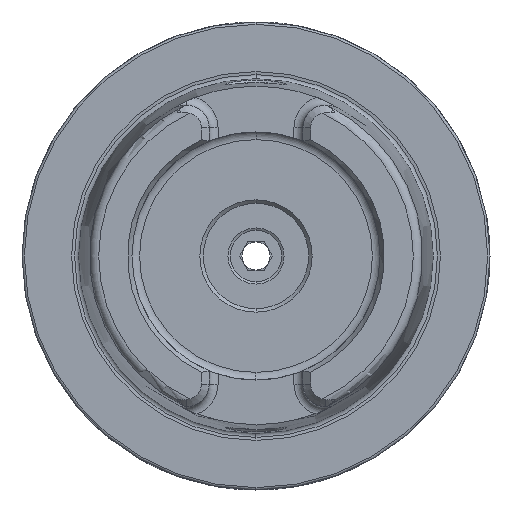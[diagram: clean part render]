
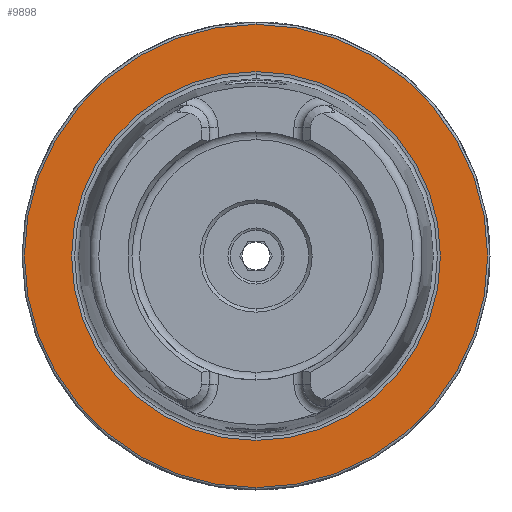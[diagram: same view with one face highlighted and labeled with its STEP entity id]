
A CAD part, left-side view. The second image highlights one B-rep face of the part: STEP entity #9898.
In plain terms, the highlighted planar face has unit normal (-1, 0, 0).
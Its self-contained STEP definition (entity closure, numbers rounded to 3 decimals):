
#197 = CARTESIAN_POINT ( 'NONE',  ( 0., 0., -49.5 ) ) ;
#198 = CARTESIAN_POINT ( 'NONE',  ( 0., 0., 49.5 ) ) ;
#200 = CARTESIAN_POINT ( 'NONE',  ( 0., 0., 39.405 ) ) ;
#205 = CARTESIAN_POINT ( 'NONE',  ( 0., 0., -39.405 ) ) ;
#1146 = ORIENTED_EDGE ( 'NONE', *, *, #2851, .F. ) ;
#1147 = ORIENTED_EDGE ( 'NONE', *, *, #10223, .F. ) ;
#1148 = ORIENTED_EDGE ( 'NONE', *, *, #10227, .T. ) ;
#1149 = ORIENTED_EDGE ( 'NONE', *, *, #2850, .T. ) ;
#1941 = VERTEX_POINT ( 'NONE', #205 ) ;
#1946 = VERTEX_POINT ( 'NONE', #200 ) ;
#1948 = VERTEX_POINT ( 'NONE', #198 ) ;
#1949 = VERTEX_POINT ( 'NONE', #197 ) ;
#2164 = CIRCLE ( 'NONE', #3000, 49.5 ) ;
#2165 = CIRCLE ( 'NONE', #3001, 39.405 ) ;
#2850 = EDGE_CURVE ( 'NONE', #1949, #1948, #2164, .T. ) ;
#2851 = EDGE_CURVE ( 'NONE', #1946, #1941, #2165, .T. ) ;
#3000 = AXIS2_PLACEMENT_3D ( 'NONE', #3915, #3916, #3917 ) ;
#3001 = AXIS2_PLACEMENT_3D ( 'NONE', #3918, #3919, #3920 ) ;
#3335 = AXIS2_PLACEMENT_3D ( 'NONE', #5492, #5497, #5498 ) ;
#3440 = AXIS2_PLACEMENT_3D ( 'NONE', #7906, #7907, #7908 ) ;
#3443 = AXIS2_PLACEMENT_3D ( 'NONE', #7915, #7916, #7917 ) ;
#3915 = CARTESIAN_POINT ( 'NONE',  ( 0., 0., 0. ) ) ;
#3916 = DIRECTION ( 'NONE',  ( -1., 0., 0. ) ) ;
#3917 = DIRECTION ( 'NONE',  ( 0., 0., 1. ) ) ;
#3918 = CARTESIAN_POINT ( 'NONE',  ( 0., 0., 0. ) ) ;
#3919 = DIRECTION ( 'NONE',  ( -1., 0., 0. ) ) ;
#3920 = DIRECTION ( 'NONE',  ( 0., 0., 1. ) ) ;
#5491 = PLANE ( 'NONE',  #3335 ) ;
#5492 = CARTESIAN_POINT ( 'NONE',  ( 0., 49.5, 0. ) ) ;
#5497 = DIRECTION ( 'NONE',  ( 1., 0., 0. ) ) ;
#5498 = DIRECTION ( 'NONE',  ( 0., 0., -1. ) ) ;
#5764 = FACE_BOUND ( 'NONE', #9520, .T. ) ;
#5767 = FACE_OUTER_BOUND ( 'NONE', #9516, .T. ) ;
#6197 = CIRCLE ( 'NONE', #3440, 39.405 ) ;
#6206 = CIRCLE ( 'NONE', #3443, 49.5 ) ;
#7906 = CARTESIAN_POINT ( 'NONE',  ( 0., 0., 0. ) ) ;
#7907 = DIRECTION ( 'NONE',  ( -1., 0., 0. ) ) ;
#7908 = DIRECTION ( 'NONE',  ( 0., 0., 1. ) ) ;
#7915 = CARTESIAN_POINT ( 'NONE',  ( 0., 0., 0. ) ) ;
#7916 = DIRECTION ( 'NONE',  ( -1., 0., 0. ) ) ;
#7917 = DIRECTION ( 'NONE',  ( 0., 0., 1. ) ) ;
#9516 = EDGE_LOOP ( 'NONE', ( #1148, #1149 ) ) ;
#9520 = EDGE_LOOP ( 'NONE', ( #1146, #1147 ) ) ;
#9898 = ADVANCED_FACE ( 'NONE', ( #5764, #5767 ), #5491, .F. ) ;
#10223 = EDGE_CURVE ( 'NONE', #1941, #1946, #6197, .T. ) ;
#10227 = EDGE_CURVE ( 'NONE', #1948, #1949, #6206, .T. ) ;
